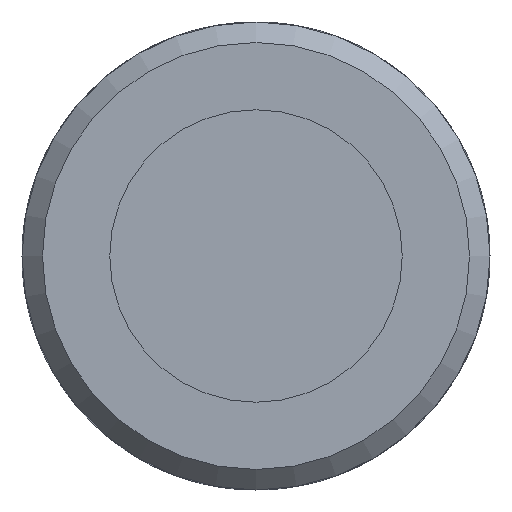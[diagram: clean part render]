
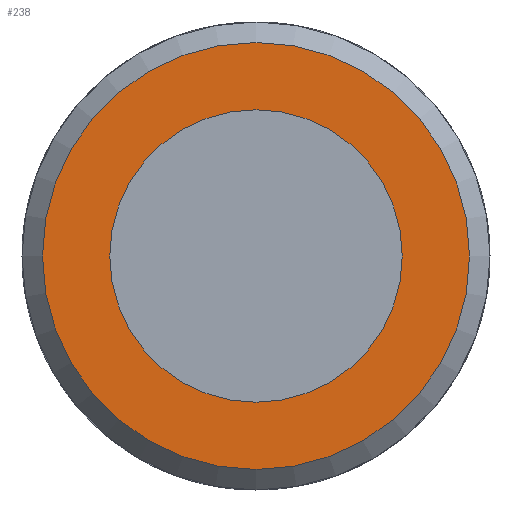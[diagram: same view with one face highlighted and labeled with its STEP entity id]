
A CAD part, left-side view. The second image highlights one B-rep face of the part: STEP entity #238.
In plain terms, the highlighted planar face has unit normal (-1, 0, 0).
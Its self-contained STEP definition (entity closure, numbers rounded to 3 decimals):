
#238 = ADVANCED_FACE( '', ( #477, #478 ), #479, .F. );
#477 = FACE_OUTER_BOUND( '', #759, .T. );
#478 = FACE_BOUND( '', #760, .T. );
#479 = PLANE( '', #761 );
#759 = EDGE_LOOP( '', ( #1152 ) );
#760 = EDGE_LOOP( '', ( #1153 ) );
#761 = AXIS2_PLACEMENT_3D( '', #1154, #1155, #1156 );
#1152 = ORIENTED_EDGE( '', *, *, #1630, .F. );
#1153 = ORIENTED_EDGE( '', *, *, #1631, .T. );
#1154 = CARTESIAN_POINT( '', ( 0., 0., 0. ) );
#1155 = DIRECTION( '', ( 1., 0., 0. ) );
#1156 = DIRECTION( '', ( 0., 0., -1. ) );
#1630 = EDGE_CURVE( '', #1916, #1916, #1917, .T. );
#1631 = EDGE_CURVE( '', #1918, #1918, #1919, .T. );
#1916 = VERTEX_POINT( '', #2576 );
#1917 = CIRCLE( '', #2577, 7.3 );
#1918 = VERTEX_POINT( '', #2578 );
#1919 = CIRCLE( '', #2579, 5. );
#2576 = CARTESIAN_POINT( '', ( 0., 0., -7.3 ) );
#2577 = AXIS2_PLACEMENT_3D( '', #3287, #3288, #3289 );
#2578 = CARTESIAN_POINT( '', ( 0., 0., -5. ) );
#2579 = AXIS2_PLACEMENT_3D( '', #3290, #3291, #3292 );
#3287 = CARTESIAN_POINT( '', ( 0., 0., 0. ) );
#3288 = DIRECTION( '', ( 1., 0., 0. ) );
#3289 = DIRECTION( '', ( 0., 0., -1. ) );
#3290 = CARTESIAN_POINT( '', ( 0., 0., 0. ) );
#3291 = DIRECTION( '', ( 1., 0., 0. ) );
#3292 = DIRECTION( '', ( 0., 0., -1. ) );
